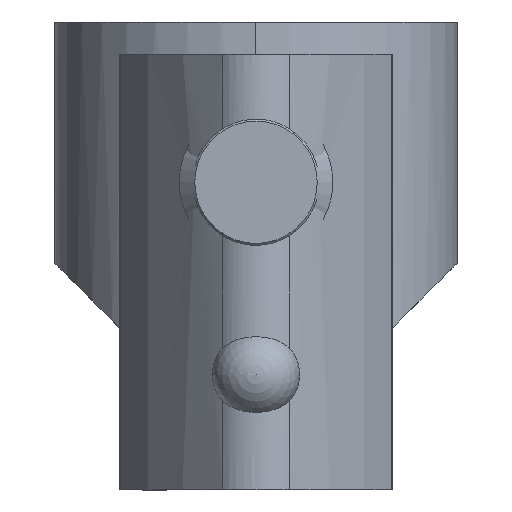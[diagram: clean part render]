
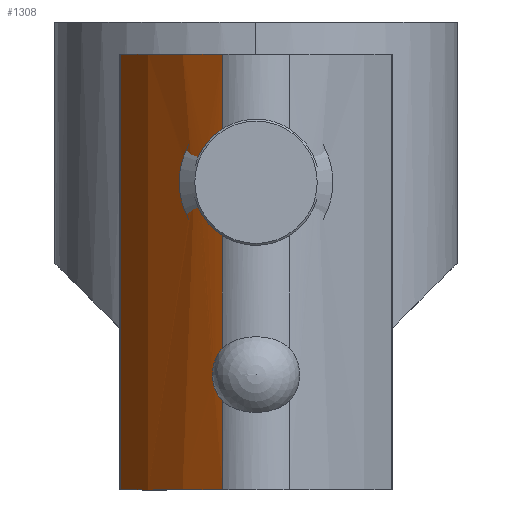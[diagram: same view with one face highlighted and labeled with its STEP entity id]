
A CAD part, left-side view. The second image highlights one B-rep face of the part: STEP entity #1308.
In plain terms, the highlighted cylindrical face has radius 16 mm (diameter 32 mm), a partial arc.
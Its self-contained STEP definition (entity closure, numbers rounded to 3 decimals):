
#142=FACE_OUTER_BOUND('',#215,.T.);
#215=EDGE_LOOP('',(#1140,#1141,#1142,#1143,#1144,#1145,#1146,#1147,#1148,
#1149));
#275=B_SPLINE_CURVE_WITH_KNOTS('',3,(#2307,#2308,#2309,#2310,#2311,#2312,
#2313,#2314),.UNSPECIFIED.,.F.,.F.,(4,2,2,4),(0.564,0.644,
0.737,0.831),.UNSPECIFIED.);
#279=B_SPLINE_CURVE_WITH_KNOTS('',3,(#2353,#2354,#2355,#2356,#2357,#2358,
#2359,#2360),.UNSPECIFIED.,.F.,.F.,(4,2,2,4),(0.831,0.924,
1.018,1.098),.UNSPECIFIED.);
#282=B_SPLINE_CURVE_WITH_KNOTS('',3,(#2454,#2455,#2456,#2457,#2458,#2459,
#2460,#2461),.UNSPECIFIED.,.F.,.F.,(4,2,2,4),(-0.114,-0.089,
-0.044,0.),.UNSPECIFIED.);
#284=B_SPLINE_CURVE_WITH_KNOTS('',3,(#2476,#2477,#2478,#2479,#2480,#2481,
#2482,#2483),.UNSPECIFIED.,.F.,.F.,(4,2,2,4),(0.,0.044,0.089,
0.114),.UNSPECIFIED.);
#315=CIRCLE('',#1464,16.);
#322=CIRCLE('',#1479,16.);
#400=LINE('',#2399,#493);
#412=LINE('',#2487,#505);
#419=LINE('',#2510,#512);
#420=LINE('',#2512,#513);
#493=VECTOR('',#1716,10.);
#505=VECTOR('',#1760,10.);
#512=VECTOR('',#1789,10.);
#513=VECTOR('',#1792,10.);
#598=VERTEX_POINT('',#2304);
#599=VERTEX_POINT('',#2306);
#602=VERTEX_POINT('',#2342);
#611=VERTEX_POINT('',#2398);
#618=VERTEX_POINT('',#2432);
#619=VERTEX_POINT('',#2434);
#625=VERTEX_POINT('',#2452);
#626=VERTEX_POINT('',#2453);
#631=VERTEX_POINT('',#2501);
#632=VERTEX_POINT('',#2503);
#755=EDGE_CURVE('',#599,#598,#275,.T.);
#759=EDGE_CURVE('',#598,#602,#279,.T.);
#772=EDGE_CURVE('',#599,#611,#400,.T.);
#784=EDGE_CURVE('',#618,#619,#315,.T.);
#793=EDGE_CURVE('',#625,#626,#282,.T.);
#795=EDGE_CURVE('',#626,#611,#284,.T.);
#797=EDGE_CURVE('',#625,#618,#412,.T.);
#805=EDGE_CURVE('',#631,#632,#322,.T.);
#809=EDGE_CURVE('',#631,#619,#419,.T.);
#810=EDGE_CURVE('',#632,#602,#420,.T.);
#1140=ORIENTED_EDGE('',*,*,#755,.T.);
#1141=ORIENTED_EDGE('',*,*,#759,.T.);
#1142=ORIENTED_EDGE('',*,*,#810,.F.);
#1143=ORIENTED_EDGE('',*,*,#805,.F.);
#1144=ORIENTED_EDGE('',*,*,#809,.T.);
#1145=ORIENTED_EDGE('',*,*,#784,.F.);
#1146=ORIENTED_EDGE('',*,*,#797,.F.);
#1147=ORIENTED_EDGE('',*,*,#793,.T.);
#1148=ORIENTED_EDGE('',*,*,#795,.T.);
#1149=ORIENTED_EDGE('',*,*,#772,.F.);
#1256=CYLINDRICAL_SURFACE('',#1484,16.);
#1308=ADVANCED_FACE('',(#142),#1256,.T.);
#1464=AXIS2_PLACEMENT_3D('',#2435,#1737,#1738);
#1479=AXIS2_PLACEMENT_3D('',#2504,#1778,#1779);
#1484=AXIS2_PLACEMENT_3D('',#2511,#1790,#1791);
#1716=DIRECTION('',(0.,1.,0.));
#1737=DIRECTION('center_axis',(0.,1.,0.));
#1738=DIRECTION('ref_axis',(-0.653,0.,-0.757));
#1760=DIRECTION('',(0.,1.,0.));
#1778=DIRECTION('center_axis',(0.,-1.,0.));
#1779=DIRECTION('ref_axis',(-0.653,0.,-0.757));
#1789=DIRECTION('',(0.,1.,0.));
#1790=DIRECTION('center_axis',(0.,1.,0.));
#1791=DIRECTION('ref_axis',(-0.653,0.,-0.757));
#1792=DIRECTION('',(0.,1.,0.));
#2304=CARTESIAN_POINT('',(-2.459,0.,-0.416));
#2306=CARTESIAN_POINT('',(-1.307,2.083,-1.514));
#2307=CARTESIAN_POINT('Ctrl Pts',(-1.307,2.083,-1.514));
#2308=CARTESIAN_POINT('Ctrl Pts',(-1.5,1.961,-1.347));
#2309=CARTESIAN_POINT('Ctrl Pts',(-1.677,1.812,-1.187));
#2310=CARTESIAN_POINT('Ctrl Pts',(-2.004,1.448,-0.878));
#2311=CARTESIAN_POINT('Ctrl Pts',(-2.168,1.198,-0.715));
#2312=CARTESIAN_POINT('Ctrl Pts',(-2.396,0.63,-0.482));
#2313=CARTESIAN_POINT('Ctrl Pts',(-2.459,0.312,-0.416));
#2314=CARTESIAN_POINT('Ctrl Pts',(-2.459,0.,-0.416));
#2342=CARTESIAN_POINT('',(-1.307,-2.083,-1.514));
#2353=CARTESIAN_POINT('Ctrl Pts',(-2.459,0.,-0.416));
#2354=CARTESIAN_POINT('Ctrl Pts',(-2.459,-0.312,-0.416));
#2355=CARTESIAN_POINT('Ctrl Pts',(-2.396,-0.63,
-0.482));
#2356=CARTESIAN_POINT('Ctrl Pts',(-2.168,-1.198,-0.715));
#2357=CARTESIAN_POINT('Ctrl Pts',(-2.004,-1.448,-0.878));
#2358=CARTESIAN_POINT('Ctrl Pts',(-1.677,-1.812,-1.187));
#2359=CARTESIAN_POINT('Ctrl Pts',(-1.5,-1.961,-1.347));
#2360=CARTESIAN_POINT('Ctrl Pts',(-1.307,-2.083,-1.514));
#2398=CARTESIAN_POINT('',(-1.307,6.475,-1.514));
#2399=CARTESIAN_POINT('',(-1.307,0.,-1.514));
#2432=CARTESIAN_POINT('',(-1.307,12.,-1.514));
#2434=CARTESIAN_POINT('',(-5.282,12.,3.683));
#2435=CARTESIAN_POINT('Origin',(9.146,12.,10.6));
#2452=CARTESIAN_POINT('',(-1.307,8.525,-1.514));
#2453=CARTESIAN_POINT('',(-1.7,7.5,-1.163));
#2454=CARTESIAN_POINT('Ctrl Pts',(-1.307,8.525,-1.514));
#2455=CARTESIAN_POINT('Ctrl Pts',(-1.362,8.471,-1.466));
#2456=CARTESIAN_POINT('Ctrl Pts',(-1.414,8.408,-1.421));
#2457=CARTESIAN_POINT('Ctrl Pts',(-1.53,8.236,-1.318));
#2458=CARTESIAN_POINT('Ctrl Pts',(-1.595,8.1,-1.26));
#2459=CARTESIAN_POINT('Ctrl Pts',(-1.679,7.806,-1.182));
#2460=CARTESIAN_POINT('Ctrl Pts',(-1.7,7.648,-1.163));
#2461=CARTESIAN_POINT('Ctrl Pts',(-1.7,7.5,-1.163));
#2476=CARTESIAN_POINT('Ctrl Pts',(-1.7,7.5,-1.163));
#2477=CARTESIAN_POINT('Ctrl Pts',(-1.7,7.352,-1.163));
#2478=CARTESIAN_POINT('Ctrl Pts',(-1.679,7.194,-1.182));
#2479=CARTESIAN_POINT('Ctrl Pts',(-1.595,6.9,-1.26));
#2480=CARTESIAN_POINT('Ctrl Pts',(-1.53,6.764,-1.318));
#2481=CARTESIAN_POINT('Ctrl Pts',(-1.414,6.592,-1.421));
#2482=CARTESIAN_POINT('Ctrl Pts',(-1.362,6.529,-1.466));
#2483=CARTESIAN_POINT('Ctrl Pts',(-1.307,6.475,-1.514));
#2487=CARTESIAN_POINT('',(-1.307,0.,-1.514));
#2501=CARTESIAN_POINT('',(-5.282,-5.,3.683));
#2503=CARTESIAN_POINT('',(-1.307,-5.,-1.514));
#2504=CARTESIAN_POINT('Origin',(9.146,-5.,10.6));
#2510=CARTESIAN_POINT('',(-5.282,0.,3.683));
#2511=CARTESIAN_POINT('Origin',(9.146,0.,10.6));
#2512=CARTESIAN_POINT('',(-1.307,0.,-1.514));
